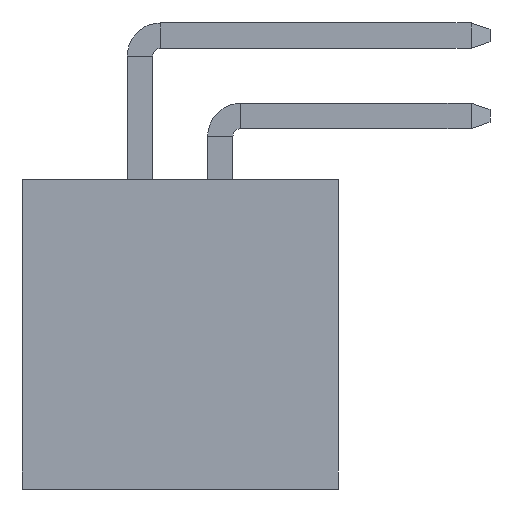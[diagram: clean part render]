
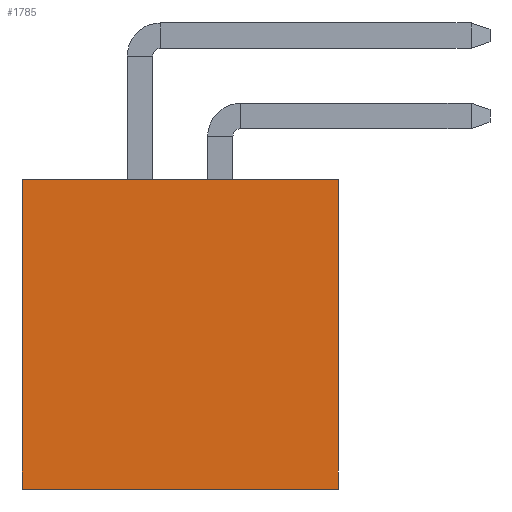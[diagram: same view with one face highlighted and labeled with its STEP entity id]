
A CAD part, front view. The second image highlights one B-rep face of the part: STEP entity #1785.
In plain terms, the highlighted planar face has unit normal (0, -1, 0).
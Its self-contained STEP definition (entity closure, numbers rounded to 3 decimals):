
#2=DIRECTION('',(0.,0.,1.));
#3=VECTOR('',#2,4.9);
#4=CARTESIAN_POINT('',(-2.5,-6.35,-2.45));
#5=LINE('',#4,#3);
#6=DIRECTION('',(1.,0.,0.));
#7=VECTOR('',#6,5.);
#8=CARTESIAN_POINT('',(-2.5,-6.35,2.45));
#9=LINE('',#8,#7);
#10=DIRECTION('',(0.,0.,-1.));
#11=VECTOR('',#10,4.9);
#12=CARTESIAN_POINT('',(2.5,-6.35,2.45));
#13=LINE('',#12,#11);
#14=DIRECTION('',(-1.,0.,0.));
#15=VECTOR('',#14,5.);
#16=CARTESIAN_POINT('',(2.5,-6.35,-2.45));
#17=LINE('',#16,#15);
#1350=CARTESIAN_POINT('',(-2.5,-6.35,-2.45));
#1351=CARTESIAN_POINT('',(-2.5,-6.35,2.45));
#1352=VERTEX_POINT('',#1350);
#1353=VERTEX_POINT('',#1351);
#1354=CARTESIAN_POINT('',(2.5,-6.35,2.45));
#1355=VERTEX_POINT('',#1354);
#1356=CARTESIAN_POINT('',(2.5,-6.35,-2.45));
#1357=VERTEX_POINT('',#1356);
#1770=CARTESIAN_POINT('',(0.,-6.35,0.));
#1771=DIRECTION('',(0.,1.,0.));
#1772=DIRECTION('',(1.,0.,0.));
#1773=AXIS2_PLACEMENT_3D('',#1770,#1771,#1772);
#1774=PLANE('',#1773);
#1776=ORIENTED_EDGE('',*,*,#1775,.T.);
#1778=ORIENTED_EDGE('',*,*,#1777,.T.);
#1780=ORIENTED_EDGE('',*,*,#1779,.T.);
#1782=ORIENTED_EDGE('',*,*,#1781,.T.);
#1783=EDGE_LOOP('',(#1776,#1778,#1780,#1782));
#1784=FACE_OUTER_BOUND('',#1783,.F.);
#1785=ADVANCED_FACE('',(#1784),#1774,.F.);
#1775=EDGE_CURVE('',#1352,#1353,#5,.T.);
#1777=EDGE_CURVE('',#1353,#1355,#9,.T.);
#1779=EDGE_CURVE('',#1355,#1357,#13,.T.);
#1781=EDGE_CURVE('',#1357,#1352,#17,.T.);
